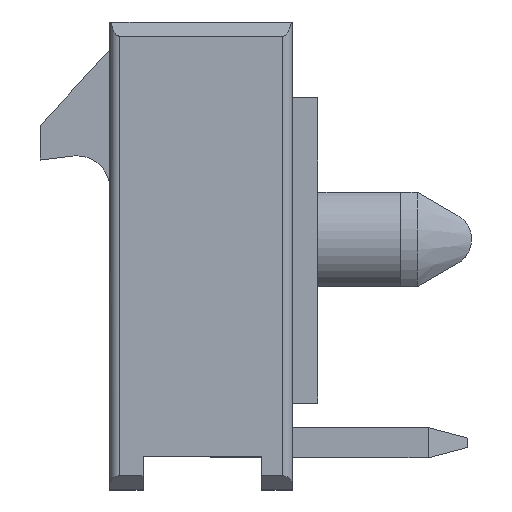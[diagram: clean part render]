
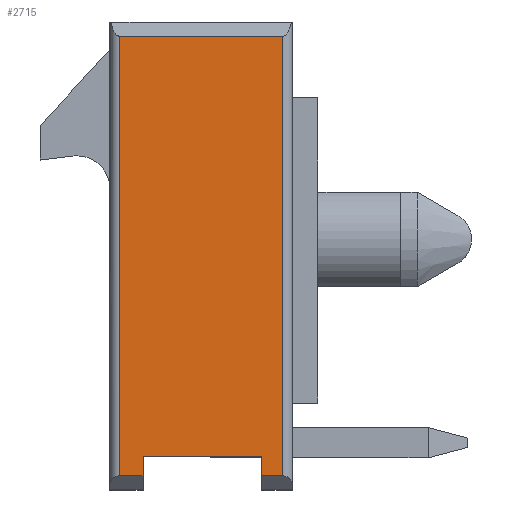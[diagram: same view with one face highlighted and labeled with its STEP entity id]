
A CAD part, left-side view. The second image highlights one B-rep face of the part: STEP entity #2715.
In plain terms, the highlighted planar face has unit normal (-1, 0, 0).
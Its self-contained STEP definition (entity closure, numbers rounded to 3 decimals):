
#120 = EDGE_CURVE ( 'NONE', #5342, #5204, #1720, .T. ) ;
#129 = DIRECTION ( 'NONE',  ( 0., 1., 0. ) ) ;
#162 = CARTESIAN_POINT ( 'NONE',  ( -6.425, 0.54, -5. ) ) ;
#168 = EDGE_CURVE ( 'NONE', #4187, #4584, #5764, .T. ) ;
#269 = VECTOR ( 'NONE', #129, 1000. ) ;
#397 = DIRECTION ( 'NONE',  ( 0., 1., 0. ) ) ;
#416 = VERTEX_POINT ( 'NONE', #1700 ) ;
#423 = LINE ( 'NONE', #3253, #4585 ) ;
#659 = LINE ( 'NONE', #1302, #4782 ) ;
#718 = CARTESIAN_POINT ( 'NONE',  ( -6.425, 4.2, -5.3 ) ) ;
#916 = ORIENTED_EDGE ( 'NONE', *, *, #4200, .T. ) ;
#926 = ORIENTED_EDGE ( 'NONE', *, *, #4015, .T. ) ;
#1211 = DIRECTION ( 'NONE',  ( 0., 1., 0. ) ) ;
#1302 = CARTESIAN_POINT ( 'NONE',  ( -6.425, 0.74, 4.6 ) ) ;
#1311 = VECTOR ( 'NONE', #397, 1000. ) ;
#1473 = PLANE ( 'NONE',  #5131 ) ;
#1575 = CARTESIAN_POINT ( 'NONE',  ( -6.425, 4.2, -5. ) ) ;
#1700 = CARTESIAN_POINT ( 'NONE',  ( -6.425, 3.7, -5. ) ) ;
#1720 = LINE ( 'NONE', #4451, #3726 ) ;
#1728 = LINE ( 'NONE', #2086, #3700 ) ;
#1804 = CARTESIAN_POINT ( 'NONE',  ( -6.425, 3.7, -4.6 ) ) ;
#1978 = CARTESIAN_POINT ( 'NONE',  ( -6.425, 25.021, 4.6 ) ) ;
#2053 = DIRECTION ( 'NONE',  ( 1., 0., 0. ) ) ;
#2057 = EDGE_CURVE ( 'NONE', #4167, #5204, #1728, .T. ) ;
#2086 = CARTESIAN_POINT ( 'NONE',  ( -6.425, 0.54, -5. ) ) ;
#2099 = DIRECTION ( 'NONE',  ( 0., 0., -1. ) ) ;
#2261 = LINE ( 'NONE', #162, #269 ) ;
#2273 = CARTESIAN_POINT ( 'NONE',  ( -6.425, 0.74, -5. ) ) ;
#2673 = CARTESIAN_POINT ( 'NONE',  ( -6.425, 1.19, -4.6 ) ) ;
#2715 = ADVANCED_FACE ( 'NONE', ( #4960 ), #1473, .F. ) ;
#2779 = ORIENTED_EDGE ( 'NONE', *, *, #5457, .T. ) ;
#2828 = ORIENTED_EDGE ( 'NONE', *, *, #2057, .F. ) ;
#3125 = CARTESIAN_POINT ( 'NONE',  ( -6.425, 0.54, 4.3 ) ) ;
#3176 = VERTEX_POINT ( 'NONE', #1804 ) ;
#3213 = LINE ( 'NONE', #3125, #1311 ) ;
#3253 = CARTESIAN_POINT ( 'NONE',  ( -6.425, 1.19, -4.6 ) ) ;
#3700 = VECTOR ( 'NONE', #1211, 1000. ) ;
#3726 = VECTOR ( 'NONE', #2099, 1000. ) ;
#3786 = DIRECTION ( 'NONE',  ( 0., -1., 0. ) ) ;
#3810 = DIRECTION ( 'NONE',  ( 0., 0., 1. ) ) ;
#3819 = EDGE_CURVE ( 'NONE', #416, #4584, #2261, .T. ) ;
#4015 = EDGE_CURVE ( 'NONE', #3176, #5342, #423, .T. ) ;
#4073 = CARTESIAN_POINT ( 'NONE',  ( -6.425, 0.74, 4.3 ) ) ;
#4167 = VERTEX_POINT ( 'NONE', #2273 ) ;
#4187 = VERTEX_POINT ( 'NONE', #5615 ) ;
#4200 = EDGE_CURVE ( 'NONE', #4167, #5783, #659, .T. ) ;
#4451 = CARTESIAN_POINT ( 'NONE',  ( -6.425, 1.19, -4.6 ) ) ;
#4452 = ORIENTED_EDGE ( 'NONE', *, *, #120, .T. ) ;
#4535 = DIRECTION ( 'NONE',  ( 0., 0., -1. ) ) ;
#4536 = ORIENTED_EDGE ( 'NONE', *, *, #4826, .T. ) ;
#4584 = VERTEX_POINT ( 'NONE', #1575 ) ;
#4585 = VECTOR ( 'NONE', #3786, 1000. ) ;
#4782 = VECTOR ( 'NONE', #3810, 1000. ) ;
#4826 = EDGE_CURVE ( 'NONE', #416, #3176, #5224, .T. ) ;
#4894 = ORIENTED_EDGE ( 'NONE', *, *, #3819, .F. ) ;
#4960 = FACE_OUTER_BOUND ( 'NONE', #5153, .T. ) ;
#4961 = ORIENTED_EDGE ( 'NONE', *, *, #168, .T. ) ;
#5061 = VECTOR ( 'NONE', #5733, 1000. ) ;
#5131 = AXIS2_PLACEMENT_3D ( 'NONE', #1978, #2053, #5692 ) ;
#5153 = EDGE_LOOP ( 'NONE', ( #916, #2779, #4961, #4894, #4536, #926, #4452, #2828 ) ) ;
#5204 = VERTEX_POINT ( 'NONE', #5830 ) ;
#5224 = LINE ( 'NONE', #5814, #5061 ) ;
#5342 = VERTEX_POINT ( 'NONE', #2673 ) ;
#5457 = EDGE_CURVE ( 'NONE', #5783, #4187, #3213, .T. ) ;
#5615 = CARTESIAN_POINT ( 'NONE',  ( -6.425, 4.2, 4.3 ) ) ;
#5692 = DIRECTION ( 'NONE',  ( 0., 0., -1. ) ) ;
#5733 = DIRECTION ( 'NONE',  ( 0., 0., 1. ) ) ;
#5764 = LINE ( 'NONE', #718, #5869 ) ;
#5783 = VERTEX_POINT ( 'NONE', #4073 ) ;
#5814 = CARTESIAN_POINT ( 'NONE',  ( -6.425, 3.7, -4.6 ) ) ;
#5830 = CARTESIAN_POINT ( 'NONE',  ( -6.425, 1.19, -5. ) ) ;
#5869 = VECTOR ( 'NONE', #4535, 1000. ) ;
